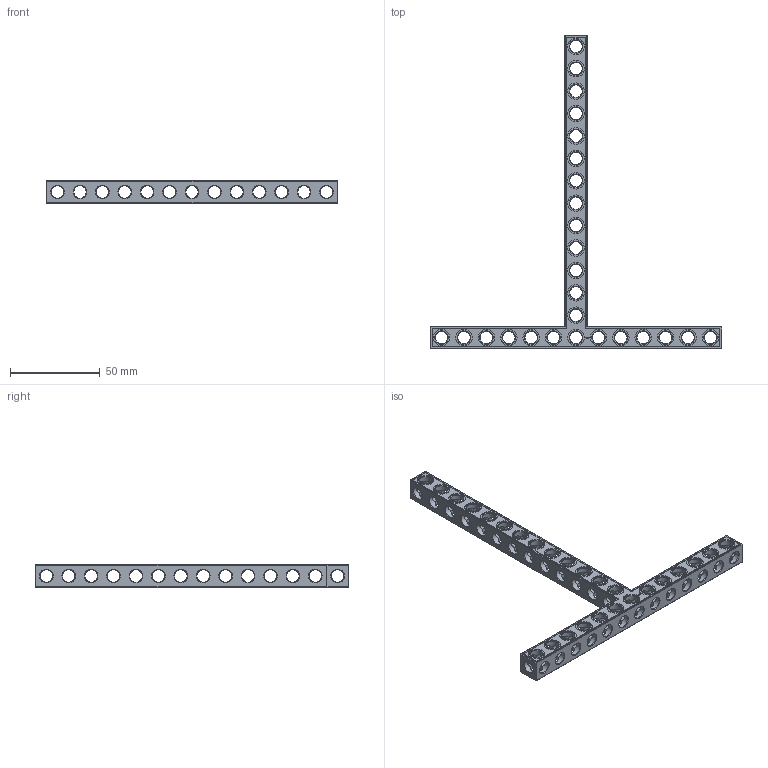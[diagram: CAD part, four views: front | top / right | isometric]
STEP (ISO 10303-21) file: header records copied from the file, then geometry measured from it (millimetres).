
FILE_DESCRIPTION(('FreeCAD Model'),'2;1');
FILE_NAME('Open CASCADE Shape Model','2022-01-28T16:22:12',( 'Paulo Kiefe'),('STEMFIE.org'),'Open CASCADE STEP processor 7.4', 'FreeCAD','Unknown');
FILE_SCHEMA(('AUTOMOTIVE_DESIGN { 1 0 10303 214 1 1 1 1 }'));
Products named in the file (1): Beam_TSH_SYM_ESS_BU13x14x01_-_SPN-BEM-1107_(stemfie.org)
Bounding box: 162.5 x 175 x 12.5 mm (x, y, z)
Volume: 25397.4 mm3; surface area: 22751.4 mm2
Topology: 1 solids, 1 shells, 777 faces, 2395 edges, 1574 vertices
Faces by surface type: plane 408, cylinder 157, cone 106, extrusion 106
Full cylindrical faces by diameter (mm): 6.98 x14, 7 x117, 9.2 x26
Entity records: 92745 total; most frequent: CARTESIAN_POINT 47835, DIRECTION 7409, ORIENTED_EDGE 4790, PCURVE 4790, DEFINITIONAL_REPRESENTATION 4790, VECTOR 4701, LINE 4595, EDGE_CURVE 2395
